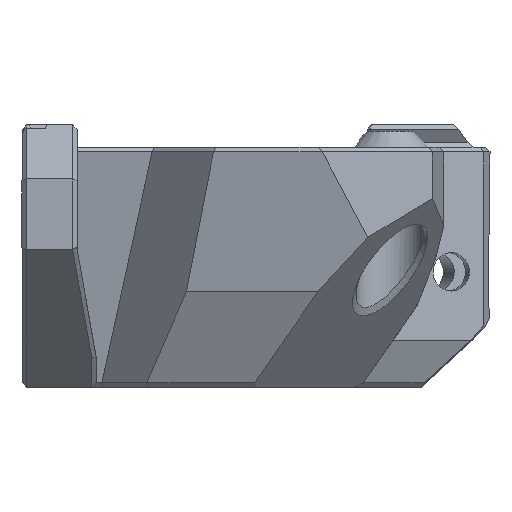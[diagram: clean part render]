
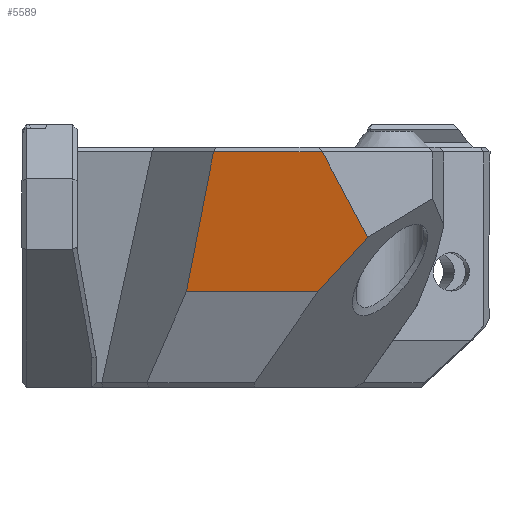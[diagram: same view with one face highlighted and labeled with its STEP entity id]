
A CAD part, left-side view. The second image highlights one B-rep face of the part: STEP entity #5589.
In plain terms, the highlighted planar face has unit normal (-0.982, 0, -0.19).
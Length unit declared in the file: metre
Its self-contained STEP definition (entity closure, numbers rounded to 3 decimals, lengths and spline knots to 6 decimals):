
#594=ORIENTED_EDGE('',*,*,#2215,.F.);
#595=ORIENTED_EDGE('',*,*,#2216,.T.);
#596=ORIENTED_EDGE('',*,*,#2217,.F.);
#597=ORIENTED_EDGE('',*,*,#2218,.T.);
#598=ORIENTED_EDGE('',*,*,#2219,.T.);
#599=ORIENTED_EDGE('',*,*,#2220,.F.);
#600=ORIENTED_EDGE('',*,*,#2221,.F.);
#2215=EDGE_CURVE('',#3018,#3019,#3475,.T.);
#2216=EDGE_CURVE('',#3018,#3020,#3476,.T.);
#2217=EDGE_CURVE('',#3021,#3020,#3477,.T.);
#2218=EDGE_CURVE('',#3021,#3022,#3478,.T.);
#2219=EDGE_CURVE('',#3022,#3023,#3479,.T.);
#2220=EDGE_CURVE('',#3024,#3023,#3480,.T.);
#2221=EDGE_CURVE('',#3019,#3024,#3481,.T.);
#3018=VERTEX_POINT('',#8550);
#3019=VERTEX_POINT('',#8551);
#3020=VERTEX_POINT('',#8553);
#3021=VERTEX_POINT('',#8555);
#3022=VERTEX_POINT('',#8557);
#3023=VERTEX_POINT('',#8559);
#3024=VERTEX_POINT('',#8561);
#3475=LINE('',#8549,#4098);
#3476=LINE('',#8552,#4099);
#3477=LINE('',#8554,#4100);
#3478=LINE('',#8556,#4101);
#3479=LINE('',#8558,#4102);
#3480=LINE('',#8560,#4103);
#3481=LINE('',#8562,#4104);
#4098=VECTOR('',#6737,1.);
#4099=VECTOR('',#6738,1.);
#4100=VECTOR('',#6739,1.);
#4101=VECTOR('',#6740,1.);
#4102=VECTOR('',#6741,1.);
#4103=VECTOR('',#6742,1.);
#4104=VECTOR('',#6743,1.);
#4610=EDGE_LOOP('',(#594,#595,#596,#597,#598,#599,#600));
#4988=FACE_BOUND('',#4610,.T.);
#5333=PLANE('',#5996);
#5589=ADVANCED_FACE('',(#4988),#5333,.T.);
#5996=AXIS2_PLACEMENT_3D('',#8548,#6735,#6736);
#6735=DIRECTION('',(-0.982,0.,-0.19));
#6736=DIRECTION('',(0.19,0.,-0.982));
#6737=DIRECTION('',(-0.102,-0.845,0.525));
#6738=DIRECTION('',(0.187,0.187,-0.964));
#6739=DIRECTION('',(0.,1.,0.));
#6740=DIRECTION('',(-0.141,-0.67,0.729));
#6741=DIRECTION('',(-0.169,0.463,0.87));
#6742=DIRECTION('',(0.054,-0.959,-0.278));
#6743=DIRECTION('',(0.,-1.,0.));
#8548=CARTESIAN_POINT('',(-0.012,0.0125,0.0212));
#8549=CARTESIAN_POINT('',(-0.010969,0.008366,0.015876));
#8550=CARTESIAN_POINT('',(-0.011923,0.000448,0.0208));
#8551=CARTESIAN_POINT('',(-0.011924,0.000436,0.020807));
#8552=CARTESIAN_POINT('',(-0.010701,0.00167,0.014491));
#8553=CARTESIAN_POINT('',(-0.009529,0.002842,0.008441));
#8554=CARTESIAN_POINT('',(-0.009529,0.0075,0.008441));
#8555=CARTESIAN_POINT('',(-0.009529,-0.008773,0.008441));
#8556=CARTESIAN_POINT('',(-0.008966,-0.006108,0.005539));
#8557=CARTESIAN_POINT('',(-0.01046,-0.013194,0.013251));
#8558=CARTESIAN_POINT('',(-0.012423,-0.0078,0.023385));
#8559=CARTESIAN_POINT('',(-0.011923,-0.009176,0.0208));
#8560=CARTESIAN_POINT('',(-0.012476,0.000704,0.023659));
#8561=CARTESIAN_POINT('',(-0.011924,-0.009151,0.020807));
#8562=CARTESIAN_POINT('',(-0.011924,0.010282,0.020807));
